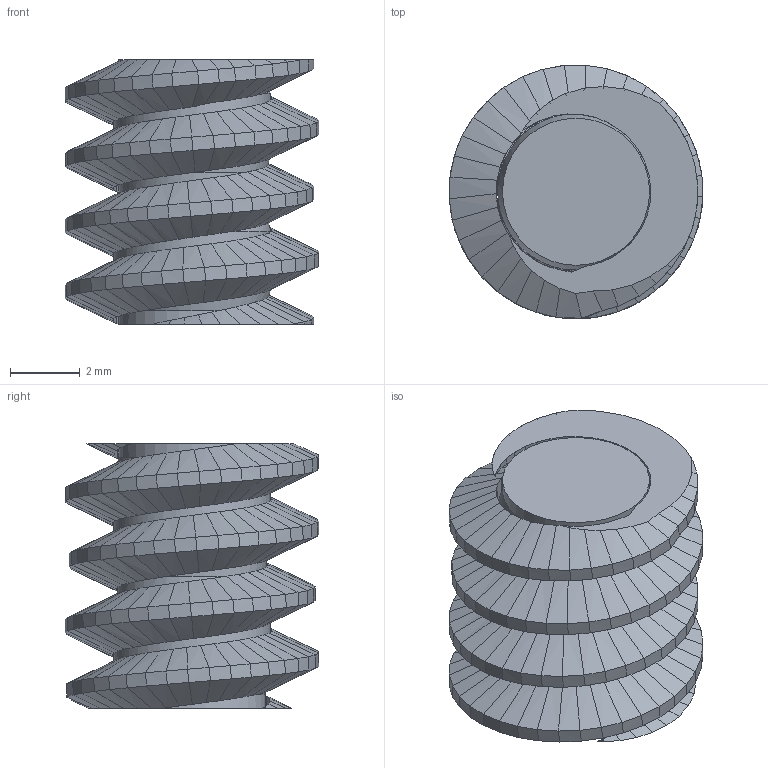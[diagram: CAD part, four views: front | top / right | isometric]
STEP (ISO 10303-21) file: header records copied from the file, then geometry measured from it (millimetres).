
FILE_DESCRIPTION(('Open CASCADE Model'),'2;1');
FILE_NAME('Open CASCADE Shape Model','2026-02-01T20:04:31',('Author'),( 'Open CASCADE'),'Open CASCADE STEP processor 7.8','build123d', 'Unknown');
FILE_SCHEMA(('AUTOMOTIVE_DESIGN { 1 0 10303 214 1 1 1 1 }'));
Length unit declared in the file: millimetre
Products named in the file (1): COMPOUND
Bounding box: 7.29 x 7.29 x 7.6 mm (x, y, z)
Volume: 210.8 mm3; surface area: 480.8 mm2
Topology: 1 solids, 1 shells, 670 faces, 1497 edges, 823 vertices
Faces by surface type: bspline 638, cone 26, plane 4, cylinder 2
Full cylindrical faces by diameter (mm): 4.49 x2
Entity records: 42120 total; most frequent: CARTESIAN_POINT 15966, DIRECTION 3116, ORIENTED_EDGE 2994, PCURVE 2994, DEFINITIONAL_REPRESENTATION 2994, LINE 2990, VECTOR 2990, EDGE_CURVE 1497
